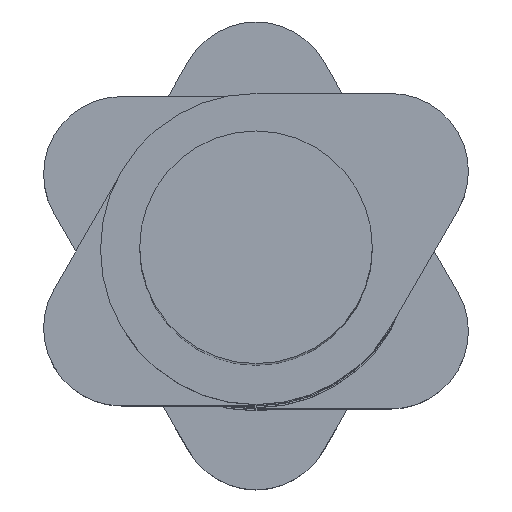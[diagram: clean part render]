
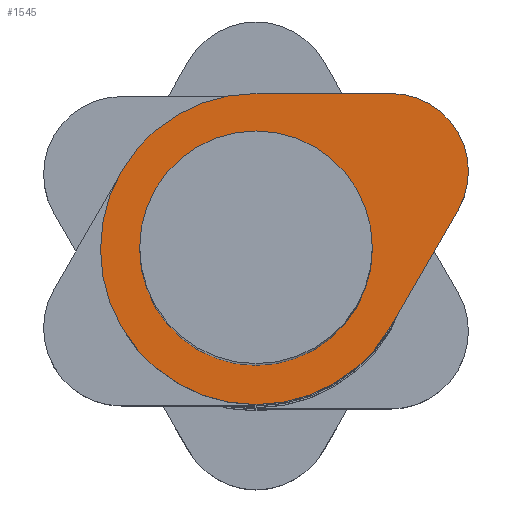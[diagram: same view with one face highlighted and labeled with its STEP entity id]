
A CAD part, top view. The second image highlights one B-rep face of the part: STEP entity #1545.
In plain terms, the highlighted planar face has unit normal (0, 0, 1).
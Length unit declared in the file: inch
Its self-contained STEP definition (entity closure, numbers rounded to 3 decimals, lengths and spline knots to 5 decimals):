
#203=CARTESIAN_POINT('',(0.,0.,410.21));
#204=DIRECTION('',(0.,0.,1.));
#205=DIRECTION('',(1.,0.,0.));
#206=AXIS2_PLACEMENT_3D('',#203,#204,#205);
#343=CARTESIAN_POINT('',(0.,0.,410.21));
#344=DIRECTION('',(0.,0.,1.));
#345=DIRECTION('',(-1.,0.,0.));
#346=AXIS2_PLACEMENT_3D('',#343,#344,#345);
#594=CARTESIAN_POINT('',(0.,0.,410.21));
#595=DIRECTION('',(0.,0.,-1.));
#596=DIRECTION('',(0.866,-0.5,0.));
#597=AXIS2_PLACEMENT_3D('',#594,#595,#596);
#599=DIRECTION('',(1.,0.,0.));
#600=VECTOR('',#599,10.99852);
#601=CARTESIAN_POINT('',(0.,12.7,410.21));
#602=LINE('',#601,#600);
#603=CARTESIAN_POINT('',(10.99852,6.35,410.21));
#604=DIRECTION('',(0.,0.,-1.));
#605=DIRECTION('',(0.,1.,0.));
#606=AXIS2_PLACEMENT_3D('',#603,#604,#605);
#608=DIRECTION('',(-0.5,-0.866,0.));
#609=VECTOR('',#608,10.99852);
#610=CARTESIAN_POINT('',(16.49778,3.175,410.21));
#611=LINE('',#610,#609);
#742=CARTESIAN_POINT('',(10.99852,-6.35,410.21));
#743=CARTESIAN_POINT('',(0.,12.7,410.21));
#744=VERTEX_POINT('',#742);
#745=VERTEX_POINT('',#743);
#746=CARTESIAN_POINT('',(10.99852,12.7,410.21));
#747=VERTEX_POINT('',#746);
#748=CARTESIAN_POINT('',(16.49778,3.175,410.21));
#749=VERTEX_POINT('',#748);
#762=CARTESIAN_POINT('',(9.5,0.,410.21));
#763=CARTESIAN_POINT('',(-9.5,0.,410.21));
#764=VERTEX_POINT('',#762);
#765=VERTEX_POINT('',#763);
#1530=CARTESIAN_POINT('',(0.,0.,410.21));
#1531=DIRECTION('',(0.,0.,-1.));
#1532=DIRECTION('',(0.5,-0.866,0.));
#1533=AXIS2_PLACEMENT_3D('',#1530,#1531,#1532);
#1534=PLANE('',#1533);
#1535=ORIENTED_EDGE('',*,*,#1482,.T.);
#1536=ORIENTED_EDGE('',*,*,#1497,.T.);
#1537=ORIENTED_EDGE('',*,*,#1511,.T.);
#1538=ORIENTED_EDGE('',*,*,#1524,.T.);
#1539=EDGE_LOOP('',(#1535,#1536,#1537,#1538));
#1540=FACE_OUTER_BOUND('',#1539,.F.);
#1541=ORIENTED_EDGE('',*,*,#886,.T.);
#1542=ORIENTED_EDGE('',*,*,#1077,.T.);
#1543=EDGE_LOOP('',(#1541,#1542));
#1544=FACE_BOUND('',#1543,.F.);
#207=CIRCLE('',#206,9.5);
#347=CIRCLE('',#346,9.5);
#598=CIRCLE('',#597,12.7);
#607=CIRCLE('',#606,6.35);
#886=EDGE_CURVE('',#764,#765,#207,.T.);
#1077=EDGE_CURVE('',#765,#764,#347,.T.);
#1482=EDGE_CURVE('',#744,#745,#598,.T.);
#1497=EDGE_CURVE('',#745,#747,#602,.T.);
#1511=EDGE_CURVE('',#747,#749,#607,.T.);
#1524=EDGE_CURVE('',#749,#744,#611,.T.);
#1545=ADVANCED_FACE('',(#1540,#1544),#1534,.F.);
